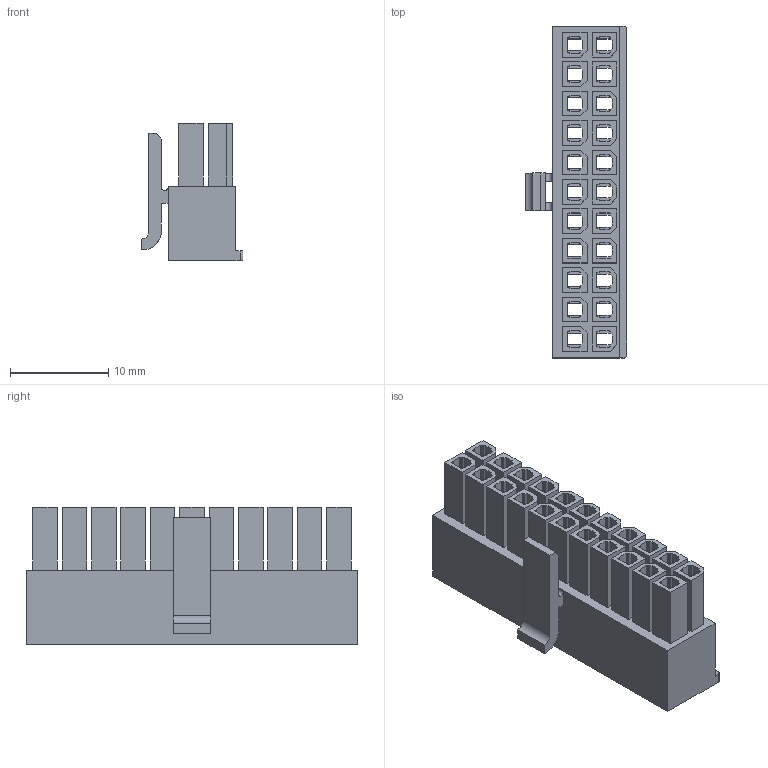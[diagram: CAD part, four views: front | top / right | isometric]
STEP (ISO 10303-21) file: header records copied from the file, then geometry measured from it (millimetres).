
FILE_DESCRIPTION(/* description */ ('Unknown'),/* implementation_level */ '2;1');
FILE_NAME(/* name */ '662022113322',/* time_stamp */ '2019-08-20T16:52:41+02:00',/* author */ ('Unknown'),/* organization */ ('Unknown'),/* preprocessor_version */ 'ST-DEVELOPER v16.7',/* originating_system */ 'DEX',/* authorisation */ $);
FILE_SCHEMA (('AUTOMOTIVE_DESIGN {1 0 10303 214 3 1 1}'));
Length unit declared in the file: millimetre
Products named in the file (2): 6620xx113322; 662022113322
Assembly tree (1 placements, depth 2):
  6620xx113322
    662022113322
Bounding box: 10.4 x 33.85 x 14 mm (x, y, z)
Volume: 1417 mm3; surface area: 4961.4 mm2
Topology: 1 solids, 1 shells, 976 faces, 2570 edges, 1640 vertices
Faces by surface type: plane 970, cylinder 6
Entity records: 29329 total; most frequent: CARTESIAN_POINT 5188, ORIENTED_EDGE 5140, DIRECTION 4540, EDGE_CURVE 2570, LINE 2556, VECTOR 2556, VERTEX_POINT 1640, EDGE_LOOP 1066
